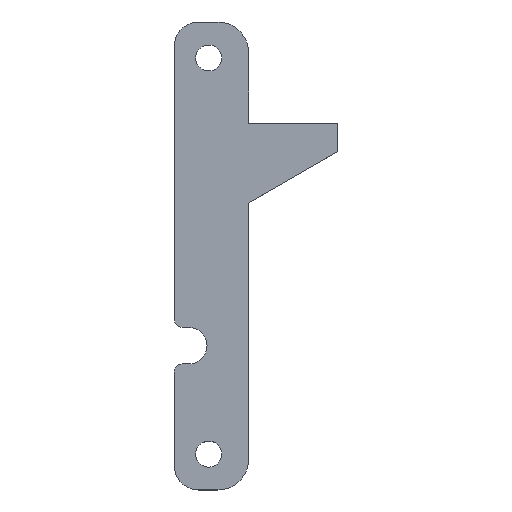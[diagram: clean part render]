
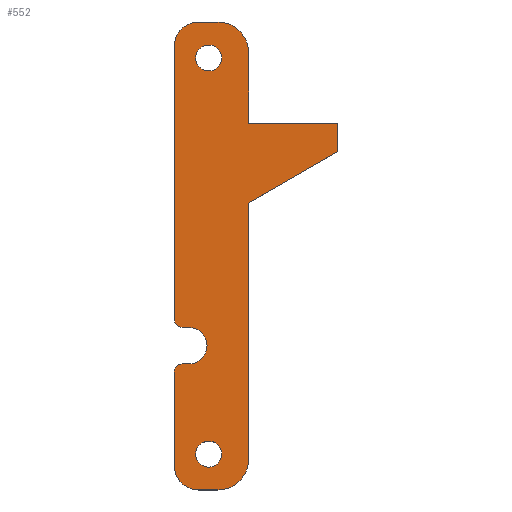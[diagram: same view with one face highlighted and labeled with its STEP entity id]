
A CAD part, top view. The second image highlights one B-rep face of the part: STEP entity #552.
In plain terms, the highlighted planar face has unit normal (0, 0, 1).
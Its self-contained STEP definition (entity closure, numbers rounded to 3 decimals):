
#30=FACE_BOUND('',#114,.T.);
#31=FACE_BOUND('',#115,.T.);
#45=CIRCLE('',#594,3.786);
#46=CIRCLE('',#596,3.786);
#47=CIRCLE('',#599,1.6);
#48=CIRCLE('',#601,1.6);
#49=CIRCLE('',#603,2.25);
#50=CIRCLE('',#606,3.);
#51=CIRCLE('',#609,3.);
#52=CIRCLE('',#612,1.);
#53=CIRCLE('',#615,1.);
#81=FACE_OUTER_BOUND('',#113,.T.);
#113=EDGE_LOOP('',(#488,#489,#490,#491,#492,#493,#494,#495,#496,#497,#498,
#499,#500,#501,#502,#503,#504,#505));
#114=EDGE_LOOP('',(#506));
#115=EDGE_LOOP('',(#507));
#117=LINE('',#780,#172);
#120=LINE('',#786,#175);
#134=LINE('',#820,#189);
#141=LINE('',#835,#196);
#144=LINE('',#841,#199);
#153=LINE('',#877,#208);
#156=LINE('',#887,#211);
#162=LINE('',#905,#217);
#166=LINE('',#915,#221);
#168=LINE('',#921,#223);
#170=LINE('',#927,#225);
#172=VECTOR('',#622,10.);
#175=VECTOR('',#627,10.);
#189=VECTOR('',#653,10.);
#196=VECTOR('',#672,10.);
#199=VECTOR('',#677,10.);
#208=VECTOR('',#708,10.);
#211=VECTOR('',#721,10.);
#217=VECTOR('',#741,10.);
#221=VECTOR('',#751,10.);
#223=VECTOR('',#759,10.);
#225=VECTOR('',#767,10.);
#227=VERTEX_POINT('',#777);
#228=VERTEX_POINT('',#779);
#230=VERTEX_POINT('',#785);
#239=VERTEX_POINT('',#809);
#244=VERTEX_POINT('',#818);
#248=VERTEX_POINT('',#839);
#263=VERTEX_POINT('',#873);
#264=VERTEX_POINT('',#875);
#265=VERTEX_POINT('',#881);
#266=VERTEX_POINT('',#885);
#267=VERTEX_POINT('',#889);
#268=VERTEX_POINT('',#893);
#269=VERTEX_POINT('',#897);
#270=VERTEX_POINT('',#899);
#271=VERTEX_POINT('',#903);
#272=VERTEX_POINT('',#907);
#273=VERTEX_POINT('',#911);
#274=VERTEX_POINT('',#913);
#275=VERTEX_POINT('',#919);
#276=VERTEX_POINT('',#925);
#278=EDGE_CURVE('',#227,#228,#117,.T.);
#281=EDGE_CURVE('',#227,#230,#120,.T.);
#298=EDGE_CURVE('',#244,#239,#134,.F.);
#306=EDGE_CURVE('',#230,#239,#141,.T.);
#309=EDGE_CURVE('',#248,#244,#144,.T.);
#327=EDGE_CURVE('',#263,#264,#153,.T.);
#328=EDGE_CURVE('',#264,#228,#45,.T.);
#330=EDGE_CURVE('',#248,#265,#46,.T.);
#332=EDGE_CURVE('',#265,#266,#156,.T.);
#333=EDGE_CURVE('',#267,#267,#47,.T.);
#335=EDGE_CURVE('',#268,#268,#48,.T.);
#338=EDGE_CURVE('',#270,#269,#49,.T.);
#341=EDGE_CURVE('',#271,#270,#162,.T.);
#342=EDGE_CURVE('',#272,#266,#50,.T.);
#346=EDGE_CURVE('',#273,#274,#166,.T.);
#347=EDGE_CURVE('',#263,#274,#51,.T.);
#349=EDGE_CURVE('',#272,#275,#168,.T.);
#350=EDGE_CURVE('',#271,#275,#52,.T.);
#352=EDGE_CURVE('',#269,#276,#170,.T.);
#353=EDGE_CURVE('',#273,#276,#53,.T.);
#488=ORIENTED_EDGE('',*,*,#309,.F.);
#489=ORIENTED_EDGE('',*,*,#330,.T.);
#490=ORIENTED_EDGE('',*,*,#332,.T.);
#491=ORIENTED_EDGE('',*,*,#342,.F.);
#492=ORIENTED_EDGE('',*,*,#349,.T.);
#493=ORIENTED_EDGE('',*,*,#350,.F.);
#494=ORIENTED_EDGE('',*,*,#341,.T.);
#495=ORIENTED_EDGE('',*,*,#338,.T.);
#496=ORIENTED_EDGE('',*,*,#352,.T.);
#497=ORIENTED_EDGE('',*,*,#353,.F.);
#498=ORIENTED_EDGE('',*,*,#346,.T.);
#499=ORIENTED_EDGE('',*,*,#347,.F.);
#500=ORIENTED_EDGE('',*,*,#327,.T.);
#501=ORIENTED_EDGE('',*,*,#328,.T.);
#502=ORIENTED_EDGE('',*,*,#278,.F.);
#503=ORIENTED_EDGE('',*,*,#281,.T.);
#504=ORIENTED_EDGE('',*,*,#306,.T.);
#505=ORIENTED_EDGE('',*,*,#298,.F.);
#506=ORIENTED_EDGE('',*,*,#333,.T.);
#507=ORIENTED_EDGE('',*,*,#335,.T.);
#524=PLANE('',#616);
#552=ADVANCED_FACE('',(#81,#30,#31),#524,.T.);
#594=AXIS2_PLACEMENT_3D('',#879,#711,#712);
#596=AXIS2_PLACEMENT_3D('',#883,#716,#717);
#599=AXIS2_PLACEMENT_3D('',#890,#724,#725);
#601=AXIS2_PLACEMENT_3D('',#894,#729,#730);
#603=AXIS2_PLACEMENT_3D('',#900,#735,#736);
#606=AXIS2_PLACEMENT_3D('',#908,#744,#745);
#609=AXIS2_PLACEMENT_3D('',#917,#754,#755);
#612=AXIS2_PLACEMENT_3D('',#923,#762,#763);
#615=AXIS2_PLACEMENT_3D('',#929,#770,#771);
#616=AXIS2_PLACEMENT_3D('',#930,#772,#773);
#622=DIRECTION('',(0.,-1.,0.));
#627=DIRECTION('',(0.866,0.5,0.));
#653=DIRECTION('',(-1.,0.,0.));
#672=DIRECTION('',(0.,1.,0.));
#677=DIRECTION('',(0.,-1.,0.));
#708=DIRECTION('',(1.,0.,0.));
#711=DIRECTION('center_axis',(0.,0.,1.));
#712=DIRECTION('ref_axis',(0.,-1.,0.));
#716=DIRECTION('center_axis',(0.,0.,1.));
#717=DIRECTION('ref_axis',(1.,0.,0.));
#721=DIRECTION('',(-1.,0.,0.));
#724=DIRECTION('center_axis',(0.,0.,-1.));
#725=DIRECTION('ref_axis',(-1.,0.,0.));
#729=DIRECTION('center_axis',(0.,0.,-1.));
#730=DIRECTION('ref_axis',(-1.,0.,0.));
#735=DIRECTION('center_axis',(0.,0.,-1.));
#736=DIRECTION('ref_axis',(-1.,0.,0.));
#741=DIRECTION('',(1.,0.,0.));
#744=DIRECTION('center_axis',(0.,0.,-1.));
#745=DIRECTION('ref_axis',(-0.707,0.707,0.));
#751=DIRECTION('',(0.,-1.,0.));
#754=DIRECTION('center_axis',(0.,0.,-1.));
#755=DIRECTION('ref_axis',(-0.707,-0.707,0.));
#759=DIRECTION('',(0.,-1.,0.));
#762=DIRECTION('center_axis',(0.,0.,-1.));
#763=DIRECTION('ref_axis',(-0.707,-0.707,0.));
#767=DIRECTION('',(-1.,0.,0.));
#770=DIRECTION('center_axis',(0.,0.,-1.));
#771=DIRECTION('ref_axis',(-0.707,0.707,0.));
#772=DIRECTION('center_axis',(0.,0.,1.));
#773=DIRECTION('ref_axis',(-1.,0.,0.));
#777=CARTESIAN_POINT('',(149.633,33.912,7.9));
#779=CARTESIAN_POINT('',(149.633,2.286,7.9));
#780=CARTESIAN_POINT('',(149.633,27.381,7.9));
#785=CARTESIAN_POINT('',(160.633,40.262,7.9));
#786=CARTESIAN_POINT('',(159.877,39.826,7.9));
#809=CARTESIAN_POINT('',(160.633,43.762,7.9));
#818=CARTESIAN_POINT('',(149.633,43.762,7.9));
#820=CARTESIAN_POINT('',(140.1,43.762,7.9));
#835=CARTESIAN_POINT('',(160.633,34.072,7.9));
#839=CARTESIAN_POINT('',(149.633,52.476,7.9));
#841=CARTESIAN_POINT('',(149.633,27.381,7.9));
#873=CARTESIAN_POINT('',(143.454,-1.5,7.9));
#875=CARTESIAN_POINT('',(145.847,-1.5,7.9));
#877=CARTESIAN_POINT('',(102.286,-1.5,7.9));
#879=CARTESIAN_POINT('Origin',(145.847,2.286,7.9));
#881=CARTESIAN_POINT('',(145.847,56.262,7.9));
#883=CARTESIAN_POINT('Origin',(145.847,52.476,7.9));
#885=CARTESIAN_POINT('',(143.454,56.262,7.9));
#887=CARTESIAN_POINT('',(145.847,56.262,7.9));
#889=CARTESIAN_POINT('',(146.304,51.816,7.9));
#890=CARTESIAN_POINT('Origin',(144.704,51.816,7.9));
#893=CARTESIAN_POINT('',(146.304,2.921,7.9));
#894=CARTESIAN_POINT('Origin',(144.704,2.921,7.9));
#897=CARTESIAN_POINT('',(142.256,14.061,7.9));
#899=CARTESIAN_POINT('',(142.256,18.561,7.9));
#900=CARTESIAN_POINT('Origin',(142.256,16.311,7.9));
#903=CARTESIAN_POINT('',(141.454,18.561,7.9));
#905=CARTESIAN_POINT('',(132.26,18.561,7.9));
#907=CARTESIAN_POINT('',(140.454,53.262,7.9));
#908=CARTESIAN_POINT('Origin',(143.454,53.262,7.9));
#911=CARTESIAN_POINT('',(140.454,13.061,7.9));
#913=CARTESIAN_POINT('',(140.454,1.5,7.9));
#915=CARTESIAN_POINT('',(140.454,58.567,7.9));
#917=CARTESIAN_POINT('Origin',(143.454,1.5,7.9));
#919=CARTESIAN_POINT('',(140.454,19.561,7.9));
#921=CARTESIAN_POINT('',(140.454,58.567,7.9));
#923=CARTESIAN_POINT('Origin',(141.454,19.561,7.9));
#925=CARTESIAN_POINT('',(141.454,14.061,7.9));
#927=CARTESIAN_POINT('',(133.161,14.061,7.9));
#929=CARTESIAN_POINT('Origin',(141.454,13.061,7.9));
#930=CARTESIAN_POINT('Origin',(124.067,27.381,7.9));
